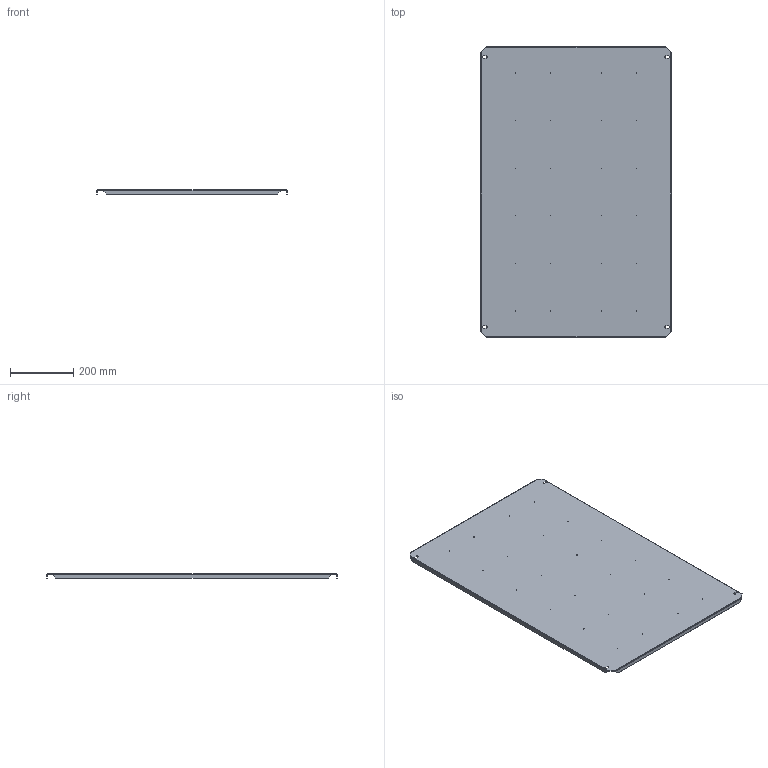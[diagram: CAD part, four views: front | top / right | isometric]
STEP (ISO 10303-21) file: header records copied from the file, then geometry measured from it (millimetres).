
FILE_DESCRIPTION (( 'STEP AP214' ), '1' );
FILE_NAME ('mb65-5m.STEP', '2022-02-06T19:07:56', ( '' ), ( '' ), 'SwSTEP 2.0', 'SolidWorks 2021', '' );
FILE_SCHEMA (( 'AUTOMOTIVE_DESIGN' ));
Length unit declared in the file: millimetre
Products named in the file (1): mb65-5m
Bounding box: 599 x 916.58 x 12.9 mm (x, y, z)
Volume: 867366.8 mm3; surface area: 1161353.9 mm2
Topology: 1 solids, 1 shells, 134 faces, 292 edges, 184 vertices
Faces by surface type: cylinder 68, plane 58, bspline 8
Entity records: 3926 total; most frequent: CARTESIAN_POINT 915, DIRECTION 634, ORIENTED_EDGE 584, EDGE_CURVE 292, AXIS2_PLACEMENT_3D 247, VERTEX_POINT 184, EDGE_LOOP 166, LINE 140
